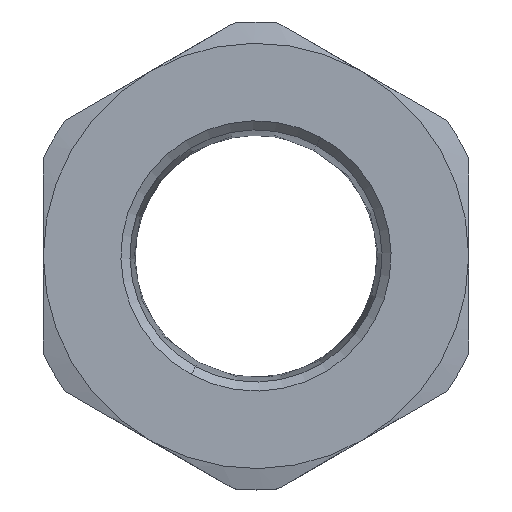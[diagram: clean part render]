
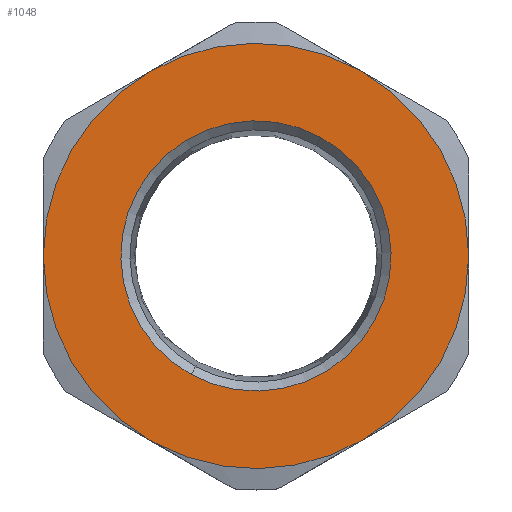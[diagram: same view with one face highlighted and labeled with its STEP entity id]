
A CAD part, top view. The second image highlights one B-rep face of the part: STEP entity #1048.
In plain terms, the highlighted planar face has unit normal (0, 0, 1).
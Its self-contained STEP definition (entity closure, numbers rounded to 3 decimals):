
#48=AXIS2_PLACEMENT_3D('Circle Axis2P3D',#46,#47,$) ;
#76=AXIS2_PLACEMENT_3D('Circle Axis2P3D',#74,#75,$) ;
#106=AXIS2_PLACEMENT_3D('Circle Axis2P3D',#104,#105,$) ;
#145=AXIS2_PLACEMENT_3D('Circle Axis2P3D',#143,#144,$) ;
#182=AXIS2_PLACEMENT_3D('Circle Axis2P3D',#180,#181,$) ;
#219=AXIS2_PLACEMENT_3D('Circle Axis2P3D',#217,#218,$) ;
#263=AXIS2_PLACEMENT_3D('Circle Axis2P3D',#261,#262,$) ;
#300=AXIS2_PLACEMENT_3D('Circle Axis2P3D',#298,#299,$) ;
#1016=AXIS2_PLACEMENT_3D('Plane Axis2P3D',#1013,#1014,#1015) ;
#1032=AXIS2_PLACEMENT_3D('Circle Axis2P3D',#1030,#1031,$) ;
#1041=AXIS2_PLACEMENT_3D('Circle Axis2P3D',#1039,#1040,$) ;
#41=CARTESIAN_POINT('Vertex',(13.014,5.56,22.)) ;
#46=CARTESIAN_POINT('Axis2P3D Location',(25.,27.5,22.)) ;
#50=CARTESIAN_POINT('Vertex',(12.501,5.849,22.)) ;
#69=CARTESIAN_POINT('Vertex',(36.986,49.44,22.)) ;
#74=CARTESIAN_POINT('Axis2P3D Location',(25.,27.5,22.)) ;
#78=CARTESIAN_POINT('Vertex',(37.499,49.151,22.)) ;
#99=CARTESIAN_POINT('Vertex',(0.,27.5,22.)) ;
#104=CARTESIAN_POINT('Axis2P3D Location',(25.,27.5,22.)) ;
#108=CARTESIAN_POINT('Vertex',(12.5,49.151,22.)) ;
#138=CARTESIAN_POINT('Vertex',(12.499,5.85,22.)) ;
#143=CARTESIAN_POINT('Axis2P3D Location',(25.,27.5,22.)) ;
#175=CARTESIAN_POINT('Vertex',(37.501,49.15,22.)) ;
#180=CARTESIAN_POINT('Axis2P3D Location',(25.,27.5,22.)) ;
#184=CARTESIAN_POINT('Vertex',(50.,27.5,22.)) ;
#217=CARTESIAN_POINT('Axis2P3D Location',(25.,27.5,22.)) ;
#261=CARTESIAN_POINT('Axis2P3D Location',(25.,27.5,22.)) ;
#265=CARTESIAN_POINT('Vertex',(37.5,5.849,22.)) ;
#298=CARTESIAN_POINT('Axis2P3D Location',(25.,27.5,22.)) ;
#352=CARTESIAN_POINT('Line Origine',(37.5,49.151,22.)) ;
#455=CARTESIAN_POINT('Line Origine',(12.5,5.849,22.)) ;
#1013=CARTESIAN_POINT('Axis2P3D Location',(25.,27.5,22.)) ;
#1030=CARTESIAN_POINT('Axis2P3D Location',(25.,27.5,22.)) ;
#1034=CARTESIAN_POINT('Vertex',(17.385,13.562,22.)) ;
#1036=CARTESIAN_POINT('Vertex',(32.615,41.438,22.)) ;
#1039=CARTESIAN_POINT('Axis2P3D Location',(25.,27.5,22.)) ;
#47=DIRECTION('Axis2P3D Direction',(0.,0.,-1.)) ;
#75=DIRECTION('Axis2P3D Direction',(0.,0.,-1.)) ;
#105=DIRECTION('Axis2P3D Direction',(0.,0.,-1.)) ;
#144=DIRECTION('Axis2P3D Direction',(0.,0.,-1.)) ;
#181=DIRECTION('Axis2P3D Direction',(0.,0.,-1.)) ;
#218=DIRECTION('Axis2P3D Direction',(0.,0.,-1.)) ;
#262=DIRECTION('Axis2P3D Direction',(0.,0.,-1.)) ;
#299=DIRECTION('Axis2P3D Direction',(0.,0.,-1.)) ;
#353=DIRECTION('Vector Direction',(0.866,-0.5,0.)) ;
#456=DIRECTION('Vector Direction',(-0.866,0.5,0.)) ;
#1014=DIRECTION('Axis2P3D Direction',(0.,0.,-1.)) ;
#1015=DIRECTION('Axis2P3D XDirection',(0.,1.,0.)) ;
#1031=DIRECTION('Axis2P3D Direction',(0.,0.,-1.)) ;
#1040=DIRECTION('Axis2P3D Direction',(0.,0.,-1.)) ;
#354=VECTOR('Line Direction',#353,1.) ;
#457=VECTOR('Line Direction',#456,1.) ;
#1019=ORIENTED_EDGE('',*,*,#267,.F.) ;
#1020=ORIENTED_EDGE('',*,*,#186,.F.) ;
#1021=ORIENTED_EDGE('',*,*,#356,.F.) ;
#1022=ORIENTED_EDGE('',*,*,#80,.F.) ;
#1023=ORIENTED_EDGE('',*,*,#221,.F.) ;
#1024=ORIENTED_EDGE('',*,*,#110,.F.) ;
#1025=ORIENTED_EDGE('',*,*,#147,.F.) ;
#1026=ORIENTED_EDGE('',*,*,#459,.F.) ;
#1027=ORIENTED_EDGE('',*,*,#52,.F.) ;
#1028=ORIENTED_EDGE('',*,*,#302,.F.) ;
#1045=ORIENTED_EDGE('',*,*,#1038,.T.) ;
#1046=ORIENTED_EDGE('',*,*,#1043,.T.) ;
#1047=FACE_BOUND('',#1044,.T.) ;
#1048=ADVANCED_FACE('Adapter_M40-NPT1.1\\Koerper.2',(#1029,#1047),#1017,.F.) ;
#49=CIRCLE('generated circle',#48,25.) ;
#77=CIRCLE('generated circle',#76,25.) ;
#107=CIRCLE('generated circle',#106,25.) ;
#146=CIRCLE('generated circle',#145,25.) ;
#183=CIRCLE('generated circle',#182,25.) ;
#220=CIRCLE('generated circle',#219,25.) ;
#264=CIRCLE('generated circle',#263,25.) ;
#301=CIRCLE('generated circle',#300,25.) ;
#1033=CIRCLE('generated circle',#1032,15.883) ;
#1042=CIRCLE('generated circle',#1041,15.883) ;
#52=EDGE_CURVE('',#42,#51,#49,.T.) ;
#80=EDGE_CURVE('',#70,#79,#77,.T.) ;
#110=EDGE_CURVE('',#100,#109,#107,.T.) ;
#147=EDGE_CURVE('',#139,#100,#146,.T.) ;
#186=EDGE_CURVE('',#176,#185,#183,.T.) ;
#221=EDGE_CURVE('',#109,#70,#220,.T.) ;
#267=EDGE_CURVE('',#185,#266,#264,.T.) ;
#302=EDGE_CURVE('',#266,#42,#301,.T.) ;
#356=EDGE_CURVE('',#79,#176,#355,.T.) ;
#459=EDGE_CURVE('',#51,#139,#458,.T.) ;
#1038=EDGE_CURVE('',#1035,#1037,#1033,.T.) ;
#1043=EDGE_CURVE('',#1037,#1035,#1042,.T.) ;
#1018=EDGE_LOOP('',(#1019,#1020,#1021,#1022,#1023,#1024,#1025,#1026,#1027,#1028)) ;
#1044=EDGE_LOOP('',(#1045,#1046)) ;
#1029=FACE_OUTER_BOUND('',#1018,.T.) ;
#355=LINE('Line',#352,#354) ;
#458=LINE('Line',#455,#457) ;
#1017=PLANE('',#1016) ;
#42=VERTEX_POINT('',#41) ;
#51=VERTEX_POINT('',#50) ;
#70=VERTEX_POINT('',#69) ;
#79=VERTEX_POINT('',#78) ;
#100=VERTEX_POINT('',#99) ;
#109=VERTEX_POINT('',#108) ;
#139=VERTEX_POINT('',#138) ;
#176=VERTEX_POINT('',#175) ;
#185=VERTEX_POINT('',#184) ;
#266=VERTEX_POINT('',#265) ;
#1035=VERTEX_POINT('',#1034) ;
#1037=VERTEX_POINT('',#1036) ;
